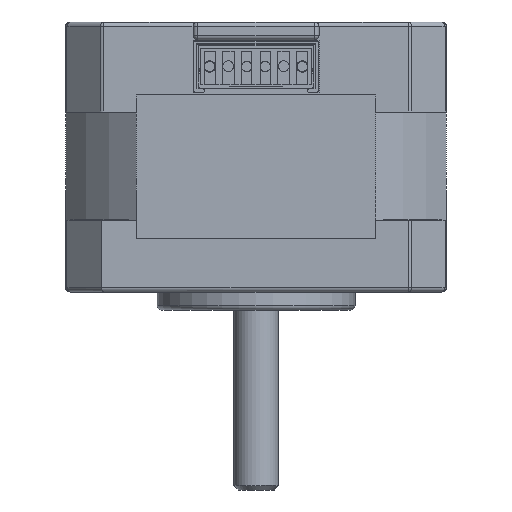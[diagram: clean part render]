
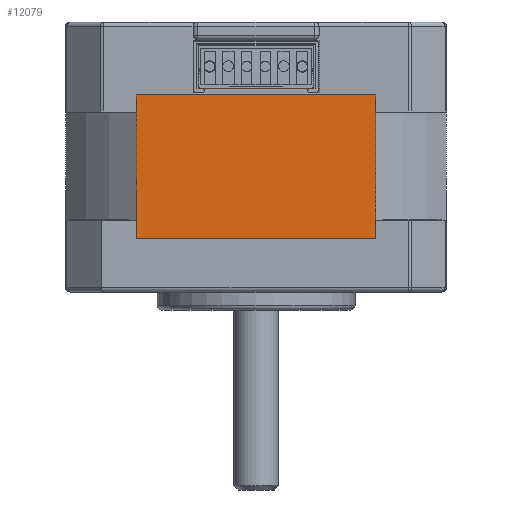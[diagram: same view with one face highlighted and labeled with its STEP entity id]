
A CAD part, front view. The second image highlights one B-rep face of the part: STEP entity #12079.
In plain terms, the highlighted planar face has unit normal (0, -1, 0).
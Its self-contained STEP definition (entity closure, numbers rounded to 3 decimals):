
#136 = VERTEX_POINT ( 'NONE', #10214 ) ;
#153 = ORIENTED_EDGE ( 'NONE', *, *, #15135, .F. ) ;
#159 = LINE ( 'NONE', #14183, #6531 ) ;
#830 = ORIENTED_EDGE ( 'NONE', *, *, #2804, .T. ) ;
#909 = VECTOR ( 'NONE', #12197, 1000. ) ;
#1247 = LINE ( 'NONE', #4311, #9695 ) ;
#1294 = VECTOR ( 'NONE', #12175, 1000. ) ;
#1672 = VERTEX_POINT ( 'NONE', #12432 ) ;
#1784 = AXIS2_PLACEMENT_3D ( 'NONE', #4609, #14196, #15506 ) ;
#2243 = LINE ( 'NONE', #10926, #1294 ) ;
#2804 = EDGE_CURVE ( 'NONE', #14422, #1672, #5256, .T. ) ;
#3519 = EDGE_CURVE ( 'NONE', #12445, #136, #159, .T. ) ;
#4311 = CARTESIAN_POINT ( 'NONE',  ( -13.314, -21.16, -53.85 ) ) ;
#4323 = CARTESIAN_POINT ( 'NONE',  ( -13.314, -21.16, 22. ) ) ;
#4609 = CARTESIAN_POINT ( 'NONE',  ( 0., -21.16, -53.85 ) ) ;
#5219 = ORIENTED_EDGE ( 'NONE', *, *, #3519, .F. ) ;
#5256 = LINE ( 'NONE', #11103, #909 ) ;
#6531 = VECTOR ( 'NONE', #7045, 1000. ) ;
#7045 = DIRECTION ( 'NONE',  ( 1., 0., 0. ) ) ;
#8009 = EDGE_LOOP ( 'NONE', ( #153, #830, #10321, #5219 ) ) ;
#9695 = VECTOR ( 'NONE', #13749, 1000. ) ;
#10214 = CARTESIAN_POINT ( 'NONE',  ( 13.314, -21.16, 22. ) ) ;
#10321 = ORIENTED_EDGE ( 'NONE', *, *, #13410, .T. ) ;
#10543 = FACE_OUTER_BOUND ( 'NONE', #8009, .T. ) ;
#10926 = CARTESIAN_POINT ( 'NONE',  ( 13.314, -21.16, -53.85 ) ) ;
#11103 = CARTESIAN_POINT ( 'NONE',  ( 0., -21.16, 6. ) ) ;
#12079 = ADVANCED_FACE ( 'NONE', ( #10543 ), #13096, .F. ) ;
#12175 = DIRECTION ( 'NONE',  ( 0., 0., 1. ) ) ;
#12197 = DIRECTION ( 'NONE',  ( 1., 0., 0. ) ) ;
#12415 = CARTESIAN_POINT ( 'NONE',  ( -13.314, -21.16, 6. ) ) ;
#12432 = CARTESIAN_POINT ( 'NONE',  ( 13.314, -21.16, 6. ) ) ;
#12445 = VERTEX_POINT ( 'NONE', #4323 ) ;
#13096 = PLANE ( 'NONE',  #1784 ) ;
#13410 = EDGE_CURVE ( 'NONE', #1672, #136, #2243, .T. ) ;
#13749 = DIRECTION ( 'NONE',  ( 0., 0., 1. ) ) ;
#14183 = CARTESIAN_POINT ( 'NONE',  ( 0., -21.16, 22. ) ) ;
#14196 = DIRECTION ( 'NONE',  ( 0., 1., 0. ) ) ;
#14422 = VERTEX_POINT ( 'NONE', #12415 ) ;
#15135 = EDGE_CURVE ( 'NONE', #14422, #12445, #1247, .T. ) ;
#15506 = DIRECTION ( 'NONE',  ( 0., 0., 1. ) ) ;
